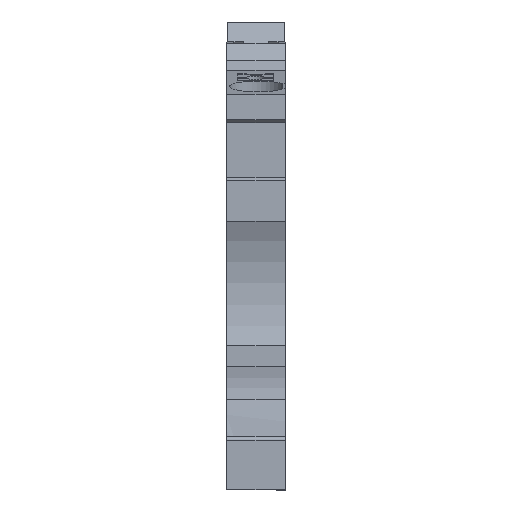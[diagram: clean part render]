
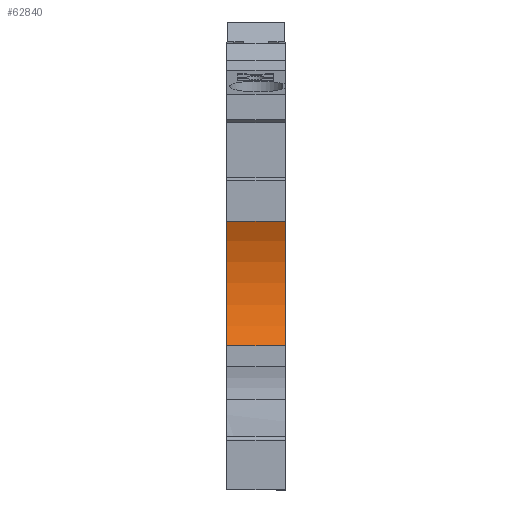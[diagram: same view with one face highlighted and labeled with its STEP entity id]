
A CAD part, front view. The second image highlights one B-rep face of the part: STEP entity #62840.
In plain terms, the highlighted cylindrical face has radius 15 mm (diameter 30 mm), a partial arc.
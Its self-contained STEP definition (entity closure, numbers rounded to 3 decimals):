
#37920=CARTESIAN_POINT('',(-28.899,18.585,
-47.52));
#37930=VERTEX_POINT('',#37920);
#37960=CARTESIAN_POINT('',(-43.341,22.639,
-47.52));
#37970=DIRECTION('',(0.,0.,-1.));
#37980=DIRECTION('',(0.985,0.174,
0.));
#37990=AXIS2_PLACEMENT_3D('',#37960,#37970,#37980);
#38000=CIRCLE('',#37990,15.);
#38010=CARTESIAN_POINT('',(-31.157,31.388,
-47.52));
#38020=VERTEX_POINT('',#38010);
#38030=EDGE_CURVE('',#38020,#37930,#38000,.T.);
#48430=CARTESIAN_POINT('',(-31.157,31.388,
-53.67));
#48440=VERTEX_POINT('',#48430);
#48490=CARTESIAN_POINT('',(-31.157,31.388,
-44.705));
#48500=DIRECTION('',(0.,0.,-1.));
#48510=VECTOR('',#48500,1.);
#48520=LINE('',#48490,#48510);
#48530=EDGE_CURVE('',#38020,#48440,#48520,.T.);
#50670=CARTESIAN_POINT('',(-43.341,22.639,
-53.67));
#50680=DIRECTION('',(0.,0.,-1.));
#50690=DIRECTION('',(0.985,0.174,
0.));
#50700=AXIS2_PLACEMENT_3D('',#50670,#50680,#50690);
#50710=CIRCLE('',#50700,15.);
#50720=CARTESIAN_POINT('',(-28.899,18.585,
-53.67));
#50730=VERTEX_POINT('',#50720);
#50740=EDGE_CURVE('',#48440,#50730,#50710,.T.);
#62680=CARTESIAN_POINT('',(-43.341,22.639,
-44.705));
#62690=DIRECTION('',(0.,0.,-1.));
#62700=DIRECTION('',(0.985,0.174,
0.));
#62710=AXIS2_PLACEMENT_3D('',#62680,#62690,#62700);
#62720=CYLINDRICAL_SURFACE('',#62710,15.);
#62730=CARTESIAN_POINT('',(-28.899,18.585,
-44.705));
#62740=DIRECTION('',(0.,0.,-1.));
#62750=VECTOR('',#62740,1.);
#62760=LINE('',#62730,#62750);
#62770=EDGE_CURVE('',#37930,#50730,#62760,.T.);
#62780=ORIENTED_EDGE('',*,*,#62770,.F.);
#62790=ORIENTED_EDGE('',*,*,#50740,.T.);
#62800=ORIENTED_EDGE('',*,*,#48530,.T.);
#62810=ORIENTED_EDGE('',*,*,#38030,.F.);
#62820=EDGE_LOOP('',(#62810,#62800,#62790,#62780));
#62830=FACE_OUTER_BOUND('',#62820,.T.);
#62840=ADVANCED_FACE('',(#62830),#62720,.F.);
